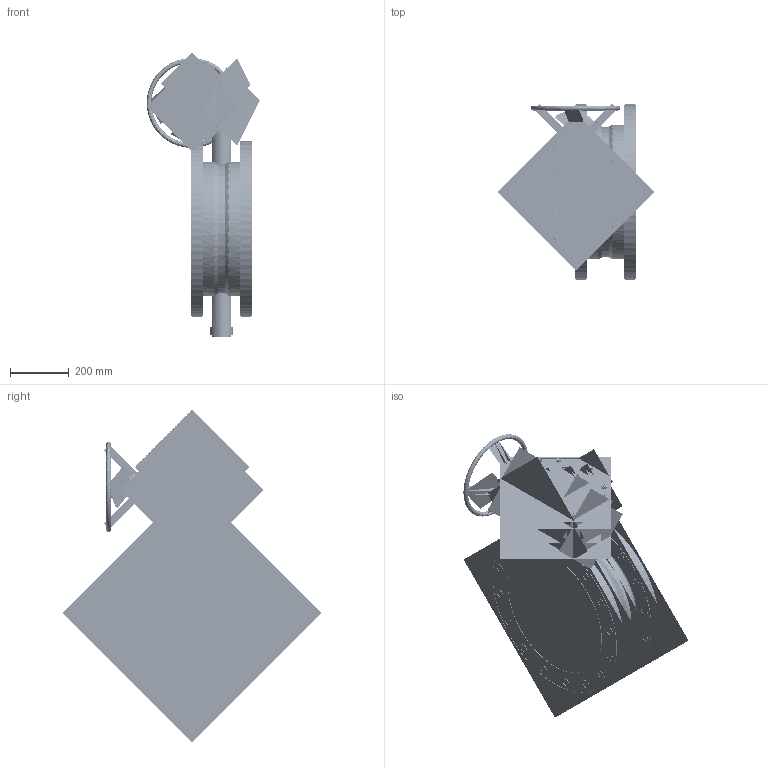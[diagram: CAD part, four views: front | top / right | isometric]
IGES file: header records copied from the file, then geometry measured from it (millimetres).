
Start section:  PTC IGES file: class_250ii_fl_x_fl-16-inch-han_asm.igs
Global section: file name: class_250ii_fl_x_fl-16-inch-han_asm.igs; native system: Creo Parametric by Parametric Technology Corporation; preprocessor: 2013050; author: HAPPY; organization: Unknown; date: 20161214.164729; units: inch
Bounding box: 534.49 x 878.06 x 1128.61 mm (x, y, z)
Volume: 33342452.3 mm3; surface area: 15736856 mm2
Topology: 21 solids, 21 shells, 5116 faces, 28164 edges, 36843 vertices
Faces by surface type: revolution 4534, bspline 582
